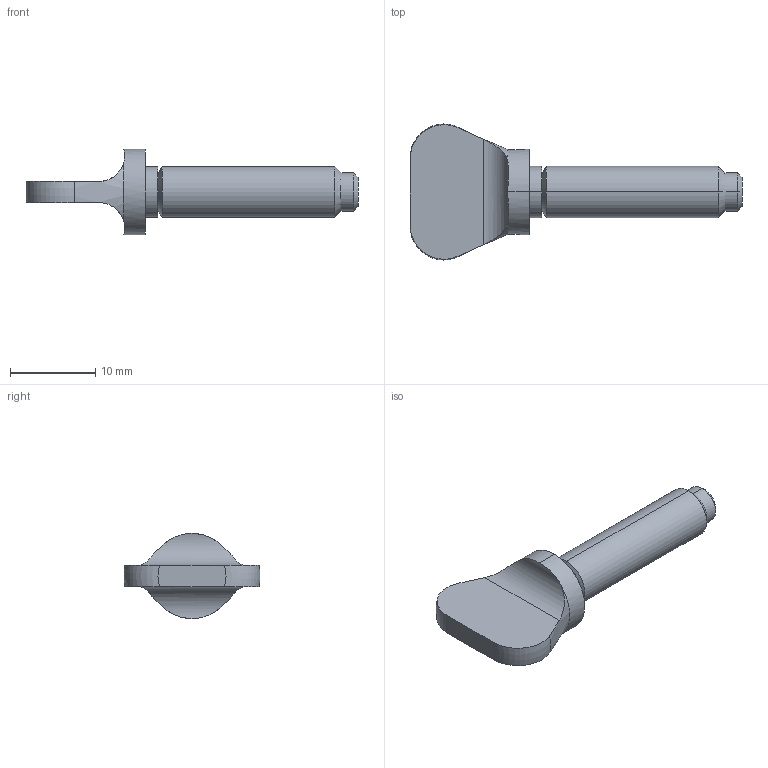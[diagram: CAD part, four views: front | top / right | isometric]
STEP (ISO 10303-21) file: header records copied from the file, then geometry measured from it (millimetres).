
FILE_DESCRIPTION (( 'STEP AP203' ), '1' );
FILE_NAME ('667-20125.step', '2010-01-20T12:17:11', ( 'sysAdmin' ), ( 'SolidWorks' ), 'SwSTEP 2.0', 'SolidWorks 2010', '' );
FILE_SCHEMA (( 'CONFIG_CONTROL_DESIGN' ));
Length unit declared in the file: millimetre
Products named in the file (1): 667-20125
Bounding box: 39 x 15.98 x 10 mm (x, y, z)
Volume: 1291.3 mm3; surface area: 1065.2 mm2
Topology: 1 solids, 1 shells, 26 faces, 58 edges, 36 vertices
Faces by surface type: cylinder 10, cone 8, plane 6, torus 2
Entity records: 977 total; most frequent: CARTESIAN_POINT 331, DIRECTION 120, ORIENTED_EDGE 116, EDGE_CURVE 58, AXIS2_PLACEMENT_3D 51, VERTEX_POINT 36, EDGE_LOOP 28, ADVANCED_FACE 26
